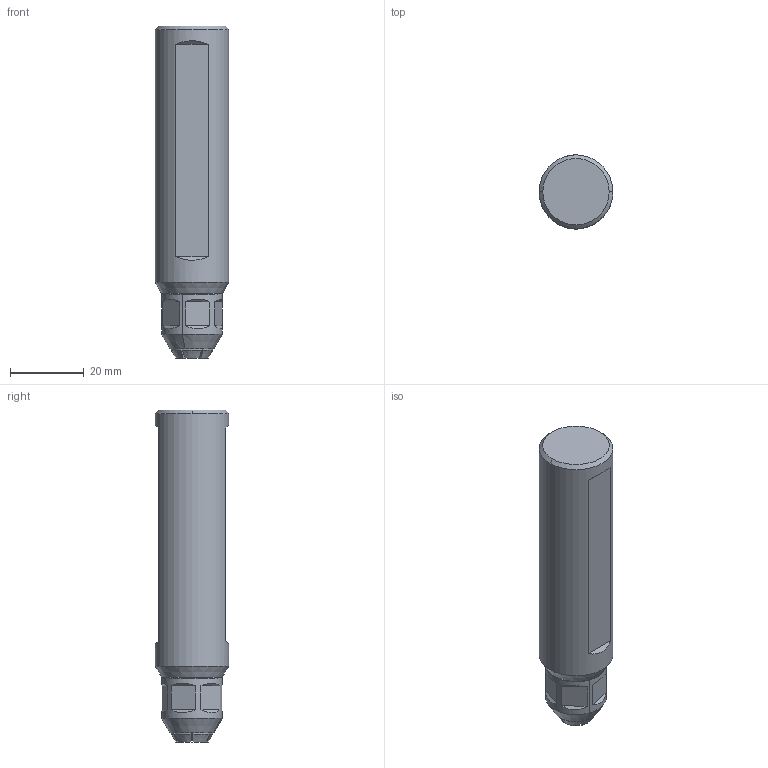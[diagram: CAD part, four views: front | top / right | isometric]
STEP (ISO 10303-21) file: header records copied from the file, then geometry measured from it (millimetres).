
FILE_DESCRIPTION(/* description */ (''),/* implementation_level */ '2;1');
FILE_NAME(/* name */ '1587009450304.stp',/* time_stamp */ '2020-04-16T09:28:01+06:00',/* author */ (''),/* organization */ ('SMS'),/* preprocessor_version */ 'ST-DEVELOPER v16.7',/* originating_system */ 'SIEMENS PLM Software NX 12.0',/* authorisation */ '');
FILE_SCHEMA (('AUTOMOTIVE_DESIGN { 1 0 10303 214 3 1 1 1 }'));
Length unit declared in the file: millimetre
Products named in the file (1): 202210043mod000_00
Bounding box: 20 x 20 x 90 mm (x, y, z)
Volume: 23962.3 mm3; surface area: 7154 mm2
Topology: 1 solids, 3 shells, 124 faces, 359 edges, 239 vertices
Faces by surface type: plane 61, cylinder 26, cone 25, torus 9, bspline 3
Full cylindrical faces by diameter (mm): 6 x1, 20 x1
Entity records: 4693 total; most frequent: CARTESIAN_POINT 1389, ORIENTED_EDGE 720, DIRECTION 646, EDGE_CURVE 360, VERTEX_POINT 246, AXIS2_PLACEMENT_3D 239, LINE 168, VECTOR 168
